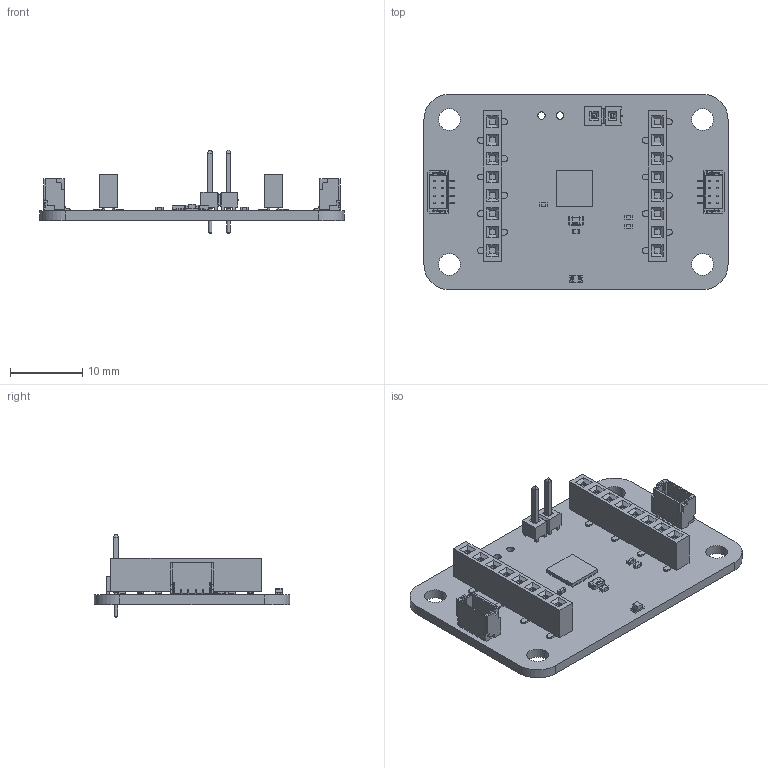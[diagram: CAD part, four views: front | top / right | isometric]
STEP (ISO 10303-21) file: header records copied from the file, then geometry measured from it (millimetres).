
FILE_DESCRIPTION(('Open CASCADE Model'),'2;1');
FILE_NAME('Open CASCADE Shape Model','2025-11-25T07:26:14',('Author'),( 'Open CASCADE'),'Open CASCADE STEP processor 7.5','Open CASCADE 7.5' ,'Unknown');
FILE_SCHEMA(('AUTOMOTIVE_DESIGN { 1 0 10303 214 1 1 1 1 }'));
Length unit declared in the file: millimetre
Products named in the file (40): PCB; Board; Open CASCADE STEP translator 7.5 1.1.1; X2; 1x08 SMT Socket; P1; TSW-102-26-XX-S; TSW-XX-S_10 POS; T-1RS7-XX-X-X_DEFAULT; X3; STAT; 0603 LED Green; Solid1; Solid4; R5; 6205093936; Extruded; 6205093696; R4; R6; D; DUELink-Connector-BM04B-SRSS-TB; U; DUELink-U-Connector-BM04B-SRSS-TB; C2; 0805 SMD Capacitor; C1; 6205093056; 6205092896; Free-Models; STM32-QFN32
Assembly tree (49 placements, depth 4):
  PCB
    Board
      Open CASCADE STEP translator 7.5 1.1.1
    X2
      1x08 SMT Socket
    P1
      TSW-102-26-XX-S
        TSW-XX-S_10 POS
        T-1RS7-XX-X-X_DEFAULT  x2
    X3
      1x08 SMT Socket
    STAT
      0603 LED Green
        Solid1
        Solid4
        Solid1
        Solid1
        Solid4
        Solid1
        Solid1
        Solid1
    R5
      6205093936  x2
        Extruded
      6205093696
        Extruded
    R4
      6205093936  x2
        Extruded
      6205093696
        Extruded
    R6
      6205093936  x2
        Extruded
      6205093696
        Extruded
    D
      DUELink-Connector-BM04B-SRSS-TB
    U
      DUELink-U-Connector-BM04B-SRSS-TB
    C2
      0805 SMD Capacitor
    C1
      6205093056
        Extruded
      6205092896  x2
        Extruded
    Free-Models
      STM32-QFN32
Bounding box: 42 x 27 x 11.58 mm (x, y, z)
Volume: 1926.9 mm3; surface area: 4755.6 mm2
Topology: 139 solids, 139 shells, 2733 faces, 8486 edges, 7488 vertices
Faces by surface type: plane 2068, cylinder 620, bspline 35, sphere 8, cone 2
Full cylindrical faces by diameter (mm): 0.457 x2, 1.016 x2, 1.02 x2, 3 x4
Entity records: 79011 total; most frequent: CARTESIAN_POINT 17106, DIRECTION 11108, ORIENTED_EDGE 10028, LINE 5452, VECTOR 5452, EDGE_CURVE 5014, VERTEX_POINT 3290, AXIS2_PLACEMENT_3D 2828
